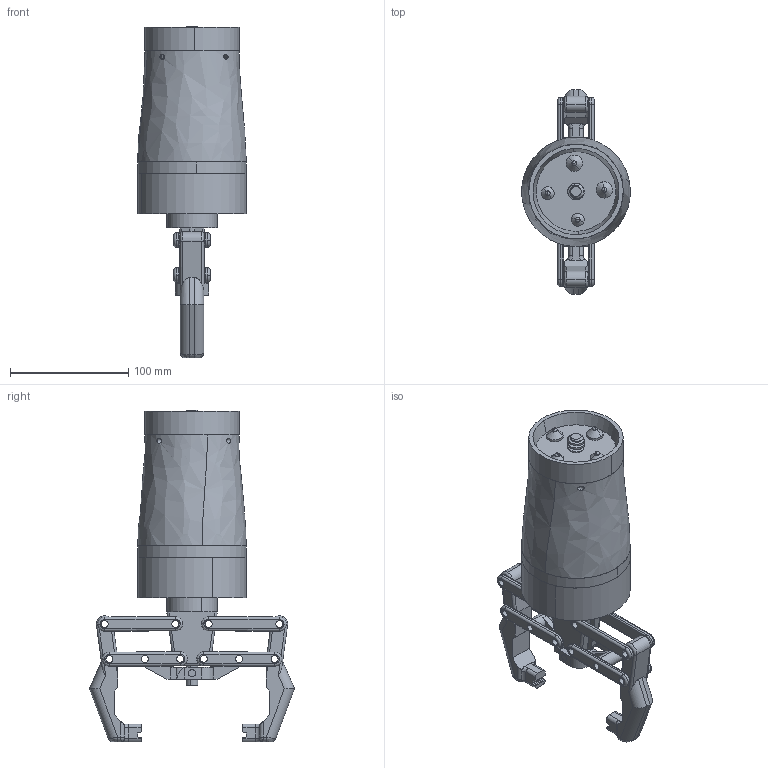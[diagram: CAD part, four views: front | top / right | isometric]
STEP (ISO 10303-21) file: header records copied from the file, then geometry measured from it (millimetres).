
FILE_DESCRIPTION (( 'STEP AP214' ), '1' );
FILE_NAME ('青踱囹 戾踵龛麇耜栝.STEP', '2021-10-11T19:50:25', ( '' ), ( '' ), 'SwSTEP 2.0', 'SolidWorks 2020', '' );
FILE_SCHEMA (( 'AUTOMOTIVE_DESIGN' ));
Length unit declared in the file: millimetre
Products named in the file (18): Base; pin; big_cone; Äåðæàòåëü; Êîðïóñ ä2; pales; Êîðïóñ ä3; main_holder; screw_à_1à; axis; Êîðïóñ ä1; polzun v2; pleco v2; kriviship2; 青踱囹 戾踵龛麇耜栝; kriviship; small_cone; connector_m
Assembly tree (31 placements, depth 3):
  青踱囹 戾踵龛麇耜栝
    Base  x2
    axis
    kriviship  x4
    kriviship2  x4
    pales  x2
    polzun v2
    pleco v2  x2
    Äåðæàòåëü
    Êîðïóñ ä1
    Êîðïóñ ä2
    connector_m
      main_holder
      screw_à_1à
      big_cone  x2
      small_cone  x2
      pin  x4
    Êîðïóñ ä3
Bounding box: 92 x 173.62 x 281 mm (x, y, z)
Volume: 582549.5 mm3; surface area: 190559.7 mm2
Topology: 30 solids, 30 shells, 630 faces, 1536 edges, 977 vertices
Faces by surface type: cylinder 346, plane 184, torus 64, bspline 15, cone 13, sphere 8
Entity records: 12803 total; most frequent: CARTESIAN_POINT 4171, DIRECTION 1740, ORIENTED_EDGE 1564, EDGE_CURVE 782, AXIS2_PLACEMENT_3D 704, VERTEX_POINT 504, EDGE_LOOP 416, CIRCLE 359
